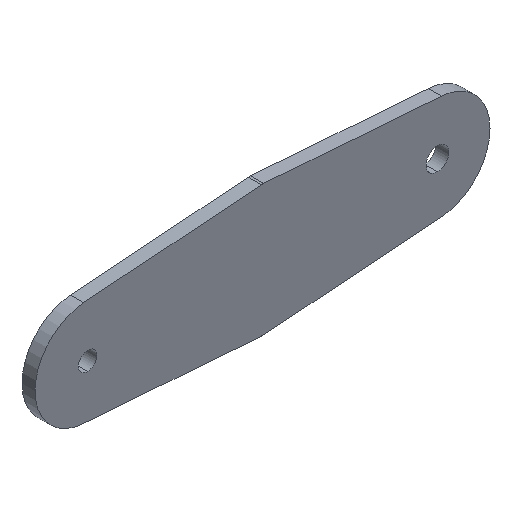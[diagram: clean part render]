
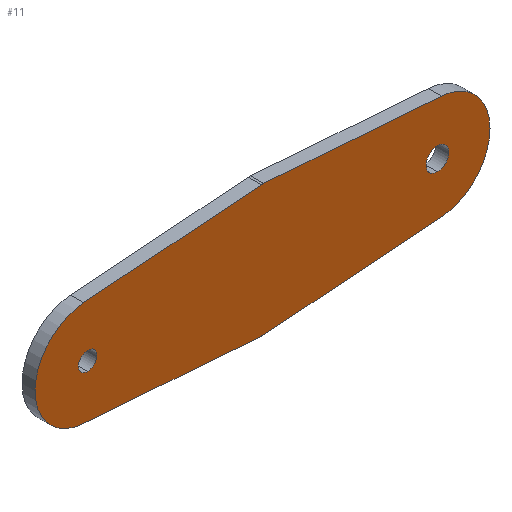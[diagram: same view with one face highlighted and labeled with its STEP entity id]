
A CAD part, isometric view. The second image highlights one B-rep face of the part: STEP entity #11.
In plain terms, the highlighted planar face has unit normal (0, -1, 0).
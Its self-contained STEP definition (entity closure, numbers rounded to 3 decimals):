
#2 = DIRECTION ( 'NONE',  ( 0., 1., 0. ) ) ;
#6 = VERTEX_POINT ( 'NONE', #115 ) ;
#8 = EDGE_CURVE ( 'NONE', #200, #246, #234, .T. ) ;
#11 = ADVANCED_FACE ( 'NONE', ( #387, #380, #417 ), #377, .F. ) ;
#15 = CARTESIAN_POINT ( 'NONE',  ( -0.888, 0., -11.967 ) ) ;
#19 = DIRECTION ( 'NONE',  ( 0.997, 0., -0.074 ) ) ;
#24 = DIRECTION ( 'NONE',  ( 0., -1., 0. ) ) ;
#25 = EDGE_CURVE ( 'NONE', #6, #152, #332, .T. ) ;
#31 = DIRECTION ( 'NONE',  ( 0., 1., 0. ) ) ;
#32 = AXIS2_PLACEMENT_3D ( 'NONE', #81, #298, #503 ) ;
#38 = DIRECTION ( 'NONE',  ( 0., -1., 0. ) ) ;
#44 = CIRCLE ( 'NONE', #203, 12. ) ;
#50 = CIRCLE ( 'NONE', #191, 4. ) ;
#52 = VERTEX_POINT ( 'NONE', #289 ) ;
#56 = EDGE_CURVE ( 'NONE', #500, #52, #303, .T. ) ;
#62 = AXIS2_PLACEMENT_3D ( 'NONE', #346, #352, #484 ) ;
#63 = CARTESIAN_POINT ( 'NONE',  ( 40., 0., -14.989 ) ) ;
#78 = ORIENTED_EDGE ( 'NONE', *, *, #388, .F. ) ;
#80 = VERTEX_POINT ( 'NONE', #63 ) ;
#81 = CARTESIAN_POINT ( 'NONE',  ( 0., 0., 0. ) ) ;
#82 = DIRECTION ( 'NONE',  ( 0.997, 0., -0.074 ) ) ;
#95 = CARTESIAN_POINT ( 'NONE',  ( 80.888, 0., -11.967 ) ) ;
#100 = DIRECTION ( 'NONE',  ( 0., 0., 1. ) ) ;
#101 = VECTOR ( 'NONE', #128, 1000. ) ;
#110 = EDGE_CURVE ( 'NONE', #432, #354, #222, .T. ) ;
#111 = CARTESIAN_POINT ( 'NONE',  ( 80., 0., 0. ) ) ;
#115 = CARTESIAN_POINT ( 'NONE',  ( 40.296, 0., -14.978 ) ) ;
#117 = ORIENTED_EDGE ( 'NONE', *, *, #488, .T. ) ;
#123 = VERTEX_POINT ( 'NONE', #317 ) ;
#124 = DIRECTION ( 'NONE',  ( 0., 0., 1. ) ) ;
#128 = DIRECTION ( 'NONE',  ( 0.997, 0., 0.074 ) ) ;
#152 = VERTEX_POINT ( 'NONE', #95 ) ;
#153 = ORIENTED_EDGE ( 'NONE', *, *, #25, .T. ) ;
#154 = AXIS2_PLACEMENT_3D ( 'NONE', #244, #31, #548 ) ;
#157 = CIRCLE ( 'NONE', #482, 2.6 ) ;
#158 = ORIENTED_EDGE ( 'NONE', *, *, #56, .T. ) ;
#160 = ORIENTED_EDGE ( 'NONE', *, *, #110, .T. ) ;
#162 = EDGE_CURVE ( 'NONE', #432, #414, #408, .T. ) ;
#163 = CARTESIAN_POINT ( 'NONE',  ( 39.704, 0., -14.978 ) ) ;
#165 = EDGE_CURVE ( 'NONE', #202, #245, #157, .T. ) ;
#176 = DIRECTION ( 'NONE',  ( 0., 1., 0. ) ) ;
#178 = DIRECTION ( 'NONE',  ( 0., -1., 0. ) ) ;
#182 = DIRECTION ( 'NONE',  ( 0., 0., 1. ) ) ;
#183 = DIRECTION ( 'NONE',  ( 0., 1., 0. ) ) ;
#189 = VECTOR ( 'NONE', #82, 1000. ) ;
#191 = AXIS2_PLACEMENT_3D ( 'NONE', #455, #24, #419 ) ;
#199 = ORIENTED_EDGE ( 'NONE', *, *, #211, .T. ) ;
#200 = VERTEX_POINT ( 'NONE', #239 ) ;
#201 = CARTESIAN_POINT ( 'NONE',  ( 39.704, 0., 14.978 ) ) ;
#202 = VERTEX_POINT ( 'NONE', #369 ) ;
#203 = AXIS2_PLACEMENT_3D ( 'NONE', #111, #544, #541 ) ;
#211 = EDGE_CURVE ( 'NONE', #354, #80, #50, .T. ) ;
#213 = CARTESIAN_POINT ( 'NONE',  ( 40., 0., -15. ) ) ;
#222 = LINE ( 'NONE', #15, #310 ) ;
#225 = DIRECTION ( 'NONE',  ( 0., 0., 1. ) ) ;
#234 = CIRCLE ( 'NONE', #277, 4. ) ;
#237 = EDGE_CURVE ( 'NONE', #152, #123, #44, .T. ) ;
#239 = CARTESIAN_POINT ( 'NONE',  ( 40.296, 0., 14.978 ) ) ;
#242 = AXIS2_PLACEMENT_3D ( 'NONE', #274, #178, #182 ) ;
#244 = CARTESIAN_POINT ( 'NONE',  ( 0., 0., 0. ) ) ;
#245 = VERTEX_POINT ( 'NONE', #285 ) ;
#246 = VERTEX_POINT ( 'NONE', #201 ) ;
#249 = EDGE_LOOP ( 'NONE', ( #78, #464, #410, #268, #160, #199, #117, #153, #547 ) ) ;
#257 = CARTESIAN_POINT ( 'NONE',  ( 80., 0., 0. ) ) ;
#265 = CARTESIAN_POINT ( 'NONE',  ( 0., 0., 0. ) ) ;
#268 = ORIENTED_EDGE ( 'NONE', *, *, #162, .F. ) ;
#272 = CIRCLE ( 'NONE', #242, 4. ) ;
#273 = CARTESIAN_POINT ( 'NONE',  ( 80., 0., 0. ) ) ;
#274 = CARTESIAN_POINT ( 'NONE',  ( 40., 0., -10.989 ) ) ;
#277 = AXIS2_PLACEMENT_3D ( 'NONE', #337, #38, #124 ) ;
#279 = CIRCLE ( 'NONE', #154, 2.1 ) ;
#285 = CARTESIAN_POINT ( 'NONE',  ( 80., 0., 2.6 ) ) ;
#289 = CARTESIAN_POINT ( 'NONE',  ( 0., 0., -2.1 ) ) ;
#298 = DIRECTION ( 'NONE',  ( 0., 1., 0. ) ) ;
#299 = LINE ( 'NONE', #471, #189 ) ;
#303 = CIRCLE ( 'NONE', #62, 2.1 ) ;
#310 = VECTOR ( 'NONE', #19, 1000. ) ;
#313 = ORIENTED_EDGE ( 'NONE', *, *, #165, .T. ) ;
#317 = CARTESIAN_POINT ( 'NONE',  ( 80.888, 0., 11.967 ) ) ;
#324 = EDGE_CURVE ( 'NONE', #52, #500, #279, .T. ) ;
#332 = LINE ( 'NONE', #213, #545 ) ;
#337 = CARTESIAN_POINT ( 'NONE',  ( 40., 0., 10.989 ) ) ;
#346 = CARTESIAN_POINT ( 'NONE',  ( 0., 0., 0. ) ) ;
#352 = DIRECTION ( 'NONE',  ( 0., 1., 0. ) ) ;
#354 = VERTEX_POINT ( 'NONE', #163 ) ;
#369 = CARTESIAN_POINT ( 'NONE',  ( 80., 0., -2.6 ) ) ;
#377 = PLANE ( 'NONE',  #32 ) ;
#380 = FACE_BOUND ( 'NONE', #420, .T. ) ;
#384 = EDGE_LOOP ( 'NONE', ( #313, #511 ) ) ;
#387 = FACE_OUTER_BOUND ( 'NONE', #249, .T. ) ;
#388 = EDGE_CURVE ( 'NONE', #200, #123, #299, .T. ) ;
#391 = CARTESIAN_POINT ( 'NONE',  ( -0.888, 0., -11.967 ) ) ;
#403 = CARTESIAN_POINT ( 'NONE',  ( 0., 0., 2.1 ) ) ;
#408 = CIRCLE ( 'NONE', #534, 12. ) ;
#410 = ORIENTED_EDGE ( 'NONE', *, *, #467, .F. ) ;
#414 = VERTEX_POINT ( 'NONE', #433 ) ;
#417 = FACE_BOUND ( 'NONE', #384, .T. ) ;
#419 = DIRECTION ( 'NONE',  ( 0., 0., 1. ) ) ;
#420 = EDGE_LOOP ( 'NONE', ( #551, #158 ) ) ;
#432 = VERTEX_POINT ( 'NONE', #391 ) ;
#433 = CARTESIAN_POINT ( 'NONE',  ( -0.888, 0., 11.967 ) ) ;
#435 = LINE ( 'NONE', #516, #101 ) ;
#444 = DIRECTION ( 'NONE',  ( 0., 0., 1. ) ) ;
#455 = CARTESIAN_POINT ( 'NONE',  ( 40., 0., -10.989 ) ) ;
#464 = ORIENTED_EDGE ( 'NONE', *, *, #8, .T. ) ;
#467 = EDGE_CURVE ( 'NONE', #414, #246, #435, .T. ) ;
#471 = CARTESIAN_POINT ( 'NONE',  ( 40., 0., 15. ) ) ;
#472 = EDGE_CURVE ( 'NONE', #245, #202, #505, .T. ) ;
#482 = AXIS2_PLACEMENT_3D ( 'NONE', #273, #183, #225 ) ;
#484 = DIRECTION ( 'NONE',  ( 0., 0., 1. ) ) ;
#488 = EDGE_CURVE ( 'NONE', #80, #6, #272, .T. ) ;
#500 = VERTEX_POINT ( 'NONE', #403 ) ;
#503 = DIRECTION ( 'NONE',  ( 0., 0., 1. ) ) ;
#505 = CIRCLE ( 'NONE', #514, 2.6 ) ;
#511 = ORIENTED_EDGE ( 'NONE', *, *, #472, .T. ) ;
#514 = AXIS2_PLACEMENT_3D ( 'NONE', #257, #2, #444 ) ;
#516 = CARTESIAN_POINT ( 'NONE',  ( -0.888, 0., 11.967 ) ) ;
#534 = AXIS2_PLACEMENT_3D ( 'NONE', #265, #176, #100 ) ;
#541 = DIRECTION ( 'NONE',  ( 0., 0., -1. ) ) ;
#544 = DIRECTION ( 'NONE',  ( 0., -1., 0. ) ) ;
#545 = VECTOR ( 'NONE', #546, 1000. ) ;
#546 = DIRECTION ( 'NONE',  ( 0.997, 0., 0.074 ) ) ;
#547 = ORIENTED_EDGE ( 'NONE', *, *, #237, .T. ) ;
#548 = DIRECTION ( 'NONE',  ( 0., 0., 1. ) ) ;
#551 = ORIENTED_EDGE ( 'NONE', *, *, #324, .T. ) ;
